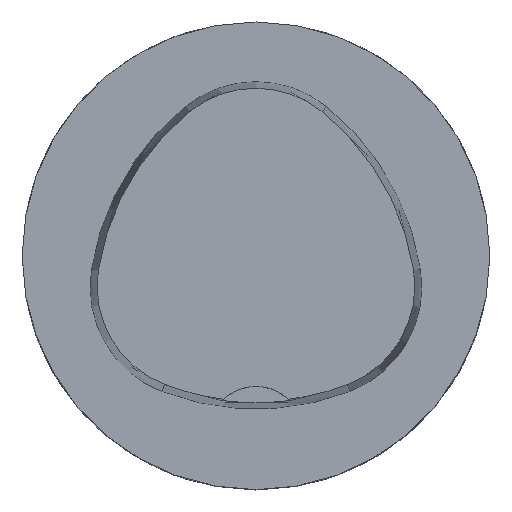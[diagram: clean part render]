
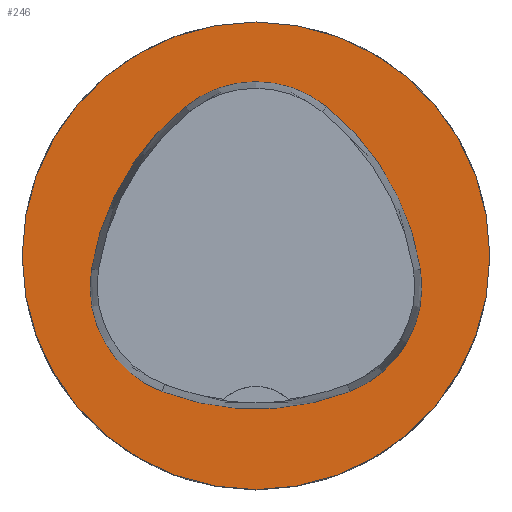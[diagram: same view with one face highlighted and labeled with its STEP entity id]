
A CAD part, top view. The second image highlights one B-rep face of the part: STEP entity #246.
In plain terms, the highlighted planar face has unit normal (0, 0, 1).
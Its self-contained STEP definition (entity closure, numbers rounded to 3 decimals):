
#246=ADVANCED_FACE('',(#490,#491),#298,.T.);
#298=PLANE('',#1435);
#490=FACE_BOUND('',#551,.T.);
#491=FACE_BOUND('',#552,.T.);
#551=EDGE_LOOP('',(#781,#782,#783,#784,#785,#786));
#552=EDGE_LOOP('',(#787));
#781=ORIENTED_EDGE('',*,*,#1162,.F.);
#782=ORIENTED_EDGE('',*,*,#1157,.F.);
#783=ORIENTED_EDGE('',*,*,#1152,.F.);
#784=ORIENTED_EDGE('',*,*,#1149,.F.);
#785=ORIENTED_EDGE('',*,*,#1146,.F.);
#786=ORIENTED_EDGE('',*,*,#1142,.F.);
#787=ORIENTED_EDGE('',*,*,#1133,.T.);
#1000=VERTEX_POINT('',#2273);
#1009=VERTEX_POINT('',#2292);
#1010=VERTEX_POINT('',#2293);
#1013=VERTEX_POINT('',#2301);
#1015=VERTEX_POINT('',#2307);
#1017=VERTEX_POINT('',#2313);
#1021=VERTEX_POINT('',#2326);
#1133=EDGE_CURVE('',#1000,#1000,#1229,.T.);
#1142=EDGE_CURVE('',#1009,#1010,#1230,.T.);
#1146=EDGE_CURVE('',#1010,#1013,#1232,.T.);
#1149=EDGE_CURVE('',#1013,#1015,#1234,.T.);
#1152=EDGE_CURVE('',#1015,#1017,#1236,.T.);
#1157=EDGE_CURVE('',#1017,#1021,#1239,.T.);
#1162=EDGE_CURVE('',#1021,#1009,#1242,.T.);
#1229=CIRCLE('',#1407,25.);
#1230=CIRCLE('',#1413,28.);
#1232=CIRCLE('',#1416,12.);
#1234=CIRCLE('',#1419,28.);
#1236=CIRCLE('',#1422,12.);
#1239=CIRCLE('',#1426,28.);
#1242=CIRCLE('',#1430,12.);
#1407=AXIS2_PLACEMENT_3D('',#2272,#1676,#1677);
#1413=AXIS2_PLACEMENT_3D('',#2291,#1692,#1693);
#1416=AXIS2_PLACEMENT_3D('',#2300,#1700,#1701);
#1419=AXIS2_PLACEMENT_3D('',#2306,#1707,#1708);
#1422=AXIS2_PLACEMENT_3D('',#2312,#1714,#1715);
#1426=AXIS2_PLACEMENT_3D('',#2325,#1723,#1724);
#1430=AXIS2_PLACEMENT_3D('',#2338,#1732,#1733);
#1435=AXIS2_PLACEMENT_3D('',#2343,#1742,#1743);
#1676=DIRECTION('',(0.,0.,1.));
#1677=DIRECTION('',(1.,0.,0.));
#1692=DIRECTION('',(0.,0.,1.));
#1693=DIRECTION('',(1.,0.,0.));
#1700=DIRECTION('',(0.,0.,1.));
#1701=DIRECTION('',(1.,0.,0.));
#1707=DIRECTION('',(0.,0.,1.));
#1708=DIRECTION('',(1.,0.,0.));
#1714=DIRECTION('',(0.,0.,1.));
#1715=DIRECTION('',(1.,0.,0.));
#1723=DIRECTION('',(0.,0.,1.));
#1724=DIRECTION('',(1.,0.,0.));
#1732=DIRECTION('',(0.,0.,1.));
#1733=DIRECTION('',(1.,0.,0.));
#1742=DIRECTION('',(0.,0.,1.));
#1743=DIRECTION('',(-1.,0.,0.));
#2272=CARTESIAN_POINT('',(0.,0.,0.));
#2273=CARTESIAN_POINT('',(25.,0.,0.));
#2291=CARTESIAN_POINT('',(-10.068,-5.824,0.));
#2292=CARTESIAN_POINT('',(17.584,-1.424,0.));
#2293=CARTESIAN_POINT('',(7.531,15.953,0.));
#2300=CARTESIAN_POINT('',(-0.011,6.62,0.));
#2301=CARTESIAN_POINT('',(-7.567,15.942,0.));
#2306=CARTESIAN_POINT('',(10.063,-5.81,0.));
#2307=CARTESIAN_POINT('',(-17.59,-1.418,0.));
#2312=CARTESIAN_POINT('',(-5.739,-3.3,0.));
#2313=CARTESIAN_POINT('',(-10.05,-14.499,0.));
#2325=CARTESIAN_POINT('',(0.01,11.631,0.));
#2326=CARTESIAN_POINT('',(10.025,-14.516,0.));
#2338=CARTESIAN_POINT('',(5.733,-3.31,0.));
#2343=CARTESIAN_POINT('',(0.,0.,0.));
